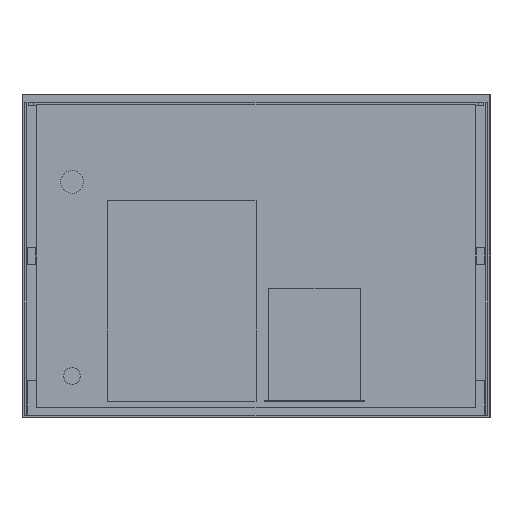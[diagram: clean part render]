
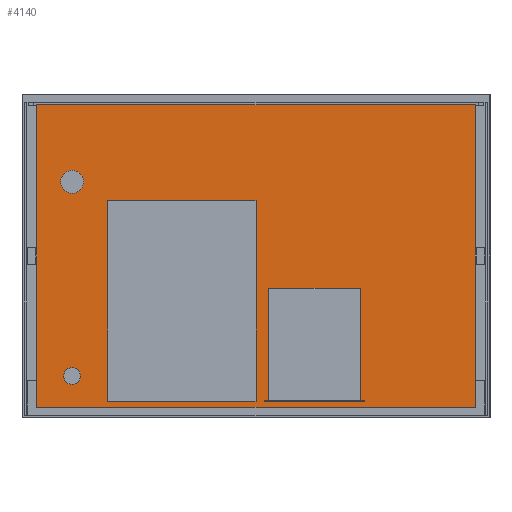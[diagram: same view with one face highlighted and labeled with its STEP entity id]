
A CAD part, front view. The second image highlights one B-rep face of the part: STEP entity #4140.
In plain terms, the highlighted planar face has unit normal (0, -1, 0).
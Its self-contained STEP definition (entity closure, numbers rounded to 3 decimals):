
#199=FACE_OUTER_BOUND('',#449,.T.);
#449=EDGE_LOOP('',(#2767,#2768,#2769,#2770));
#710=LINE('',#5859,#1241);
#714=LINE('',#5867,#1245);
#717=LINE('',#5873,#1248);
#720=LINE('',#5878,#1251);
#1241=VECTOR('',#4732,1000.);
#1245=VECTOR('',#4738,1000.);
#1248=VECTOR('',#4743,1000.);
#1251=VECTOR('',#4748,1000.);
#1772=VERTEX_POINT('',#5857);
#1773=VERTEX_POINT('',#5858);
#1776=VERTEX_POINT('',#5866);
#1778=VERTEX_POINT('',#5872);
#2164=EDGE_CURVE('',#1772,#1773,#710,.T.);
#2168=EDGE_CURVE('',#1773,#1776,#714,.T.);
#2171=EDGE_CURVE('',#1776,#1778,#717,.T.);
#2174=EDGE_CURVE('',#1778,#1772,#720,.T.);
#2767=ORIENTED_EDGE('',*,*,#2164,.F.);
#2768=ORIENTED_EDGE('',*,*,#2174,.F.);
#2769=ORIENTED_EDGE('',*,*,#2171,.F.);
#2770=ORIENTED_EDGE('',*,*,#2168,.F.);
#3906=PLANE('',#4436);
#4140=ADVANCED_FACE('',(#199),#3906,.F.);
#4436=AXIS2_PLACEMENT_3D('',#5889,#4756,#4757);
#4732=DIRECTION('',(0.,0.,-1.));
#4738=DIRECTION('',(-1.,0.,0.));
#4743=DIRECTION('',(0.,0.,1.));
#4748=DIRECTION('',(1.,0.,0.));
#4756=DIRECTION('center_axis',(0.,1.,0.));
#4757=DIRECTION('ref_axis',(0.,0.,1.));
#5857=CARTESIAN_POINT('',(525.,0.,362.5));
#5858=CARTESIAN_POINT('',(525.,0.,-362.5));
#5859=CARTESIAN_POINT('',(525.,0.,-362.5));
#5866=CARTESIAN_POINT('',(-525.,0.,-362.5));
#5867=CARTESIAN_POINT('',(-525.,0.,-362.5));
#5872=CARTESIAN_POINT('',(-525.,0.,362.5));
#5873=CARTESIAN_POINT('',(-525.,0.,-362.5));
#5878=CARTESIAN_POINT('',(-525.,0.,362.5));
#5889=CARTESIAN_POINT('Origin',(0.,0.,0.));
